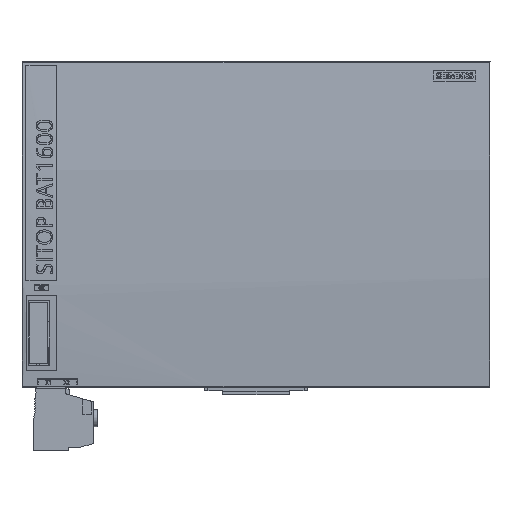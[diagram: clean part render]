
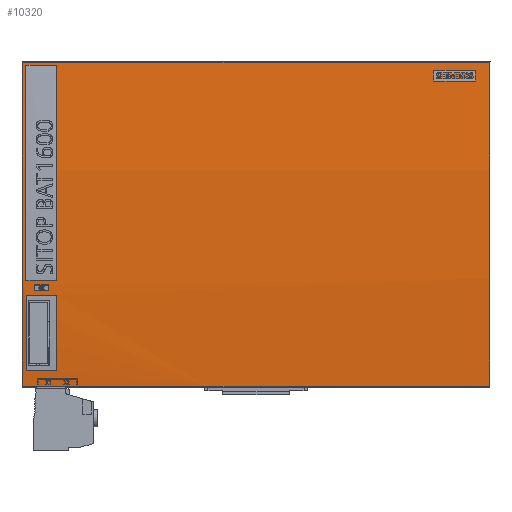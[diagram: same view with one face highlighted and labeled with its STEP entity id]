
A CAD part, top view. The second image highlights one B-rep face of the part: STEP entity #10320.
In plain terms, the highlighted cylindrical face has radius 800 mm (diameter 1600 mm), a partial arc.
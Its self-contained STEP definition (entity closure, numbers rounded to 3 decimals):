
#6873=CYLINDRICAL_SURFACE('',#37537,800.);
#7144=ELLIPSE('',#37526,800.488,800.);
#7146=ELLIPSE('',#37532,800.488,800.);
#7147=ELLIPSE('',#37535,800.03,800.);
#7148=ELLIPSE('',#37536,800.03,800.);
#7527=CIRCLE('',#37533,800.);
#7528=CIRCLE('',#37534,800.);
#10320=ADVANCED_FACE('',(#11949,#11950,#11951),#6873,.T.);
#11949=FACE_BOUND('',#13285,.T.);
#11950=FACE_BOUND('',#13286,.T.);
#11951=FACE_BOUND('',#13287,.T.);
#13285=EDGE_LOOP('',(#20384,#20385,#20386,#20387,#20388,#20389));
#13286=EDGE_LOOP('',(#20390,#20391,#20392,#20393));
#13287=EDGE_LOOP('',(#20394,#20395,#20396,#20397));
#20384=ORIENTED_EDGE('',*,*,#28432,.T.);
#20385=ORIENTED_EDGE('',*,*,#28433,.T.);
#20386=ORIENTED_EDGE('',*,*,#28434,.F.);
#20387=ORIENTED_EDGE('',*,*,#28425,.F.);
#20388=ORIENTED_EDGE('',*,*,#28424,.F.);
#20389=ORIENTED_EDGE('',*,*,#28429,.F.);
#20390=ORIENTED_EDGE('',*,*,#28435,.T.);
#20391=ORIENTED_EDGE('',*,*,#28436,.F.);
#20392=ORIENTED_EDGE('',*,*,#28437,.F.);
#20393=ORIENTED_EDGE('',*,*,#28438,.F.);
#20394=ORIENTED_EDGE('',*,*,#28439,.F.);
#20395=ORIENTED_EDGE('',*,*,#28380,.F.);
#20396=ORIENTED_EDGE('',*,*,#28440,.F.);
#20397=ORIENTED_EDGE('',*,*,#28441,.F.);
#24430=VERTEX_POINT('',#56223);
#24432=VERTEX_POINT('',#56227);
#24465=VERTEX_POINT('',#56350);
#24466=VERTEX_POINT('',#56352);
#24467=VERTEX_POINT('',#56354);
#24468=VERTEX_POINT('',#56362);
#24469=VERTEX_POINT('',#56371);
#24470=VERTEX_POINT('',#56373);
#24471=VERTEX_POINT('',#56376);
#24472=VERTEX_POINT('',#56377);
#24473=VERTEX_POINT('',#56379);
#24474=VERTEX_POINT('',#56381);
#24475=VERTEX_POINT('',#56384);
#24476=VERTEX_POINT('',#56386);
#28380=EDGE_CURVE('',#24432,#24430,#31853,.T.);
#28424=EDGE_CURVE('',#24465,#24466,#31880,.T.);
#28425=EDGE_CURVE('',#24466,#24467,#31881,.T.);
#28429=EDGE_CURVE('',#24468,#24465,#7144,.T.);
#28432=EDGE_CURVE('',#24468,#24469,#31885,.T.);
#28433=EDGE_CURVE('',#24469,#24470,#31886,.T.);
#28434=EDGE_CURVE('',#24467,#24470,#7146,.T.);
#28435=EDGE_CURVE('',#24471,#24472,#31887,.T.);
#28436=EDGE_CURVE('',#24473,#24472,#7527,.T.);
#28437=EDGE_CURVE('',#24474,#24473,#31888,.T.);
#28438=EDGE_CURVE('',#24471,#24474,#7528,.T.);
#28439=EDGE_CURVE('',#24430,#24475,#7147,.T.);
#28440=EDGE_CURVE('',#24476,#24432,#7148,.T.);
#28441=EDGE_CURVE('',#24475,#24476,#31889,.T.);
#31853=LINE('',#56228,#35109);
#31880=LINE('',#56351,#35136);
#31881=LINE('',#56353,#35137);
#31885=LINE('',#56370,#35141);
#31886=LINE('',#56372,#35142);
#31887=LINE('',#56375,#35143);
#31888=LINE('',#56380,#35144);
#31889=LINE('',#56387,#35145);
#35109=VECTOR('',#43887,1.);
#35136=VECTOR('',#43940,1.);
#35137=VECTOR('',#43941,1.);
#35141=VECTOR('',#43959,1.);
#35142=VECTOR('',#43960,1.);
#35143=VECTOR('',#43963,1.);
#35144=VECTOR('',#43966,1.);
#35145=VECTOR('',#43973,1.);
#37526=AXIS2_PLACEMENT_3D('',#56363,#43946,#43947);
#37532=AXIS2_PLACEMENT_3D('',#56374,#43961,#43962);
#37533=AXIS2_PLACEMENT_3D('',#56378,#43964,#43965);
#37534=AXIS2_PLACEMENT_3D('',#56382,#43967,#43968);
#37535=AXIS2_PLACEMENT_3D('',#56383,#43969,#43970);
#37536=AXIS2_PLACEMENT_3D('',#56385,#43971,#43972);
#37537=AXIS2_PLACEMENT_3D('',#56388,#43974,#43975);
#43887=DIRECTION('',(1.,0.,0.));
#43940=DIRECTION('',(1.,0.,0.));
#43941=DIRECTION('',(1.,0.,0.));
#43946=DIRECTION('',(-0.999,0.,0.035));
#43947=DIRECTION('',(0.035,0.,0.999));
#43959=DIRECTION('',(1.,0.,0.));
#43960=DIRECTION('',(1.,0.,0.));
#43961=DIRECTION('',(0.999,0.,0.035));
#43962=DIRECTION('',(0.035,0.,-0.999));
#43963=DIRECTION('',(-1.,0.,0.));
#43964=DIRECTION('',(1.,0.,0.));
#43965=DIRECTION('',(0.,0.,1.));
#43966=DIRECTION('',(-1.,0.,0.));
#43967=DIRECTION('',(-1.,0.,0.));
#43968=DIRECTION('',(0.,0.,-1.));
#43969=DIRECTION('',(-1.,0.,-0.009));
#43970=DIRECTION('',(0.009,0.,-1.));
#43971=DIRECTION('',(1.,0.,-0.009));
#43972=DIRECTION('',(0.009,0.,1.));
#43973=DIRECTION('',(-1.,0.,0.));
#43974=DIRECTION('',(1.,0.,0.));
#43975=DIRECTION('',(0.,0.,1.));
#56223=CARTESIAN_POINT('',(12.755,46.216,126.965));
#56227=CARTESIAN_POINT('',(6.085,46.216,126.965));
#56228=CARTESIAN_POINT('',(6.085,46.216,126.965));
#56350=CARTESIAN_POINT('',(0.221,155.989,123.8));
#56351=CARTESIAN_POINT('',(2.656,155.989,123.8));
#56352=CARTESIAN_POINT('',(88.445,155.989,123.8));
#56353=CARTESIAN_POINT('',(156.612,155.989,123.8));
#56354=CARTESIAN_POINT('',(224.779,155.989,123.8));
#56362=CARTESIAN_POINT('',(0.221,0.211,123.8));
#56363=CARTESIAN_POINT('',(-27.583,78.1,-672.4));
#56370=CARTESIAN_POINT('',(2.656,0.211,123.8));
#56371=CARTESIAN_POINT('',(88.445,0.211,123.8));
#56372=CARTESIAN_POINT('',(156.612,0.211,123.8));
#56373=CARTESIAN_POINT('',(224.779,0.211,123.8));
#56374=CARTESIAN_POINT('',(252.583,78.1,-672.4));
#56375=CARTESIAN_POINT('',(16.456,7.67,124.494));
#56376=CARTESIAN_POINT('',(16.8,7.67,124.494));
#56377=CARTESIAN_POINT('',(2.,7.67,124.494));
#56378=CARTESIAN_POINT('',(2.,78.1,-672.4));
#56379=CARTESIAN_POINT('',(2.,43.925,126.87));
#56380=CARTESIAN_POINT('',(16.456,43.925,126.87));
#56381=CARTESIAN_POINT('',(16.8,43.925,126.87));
#56382=CARTESIAN_POINT('',(16.8,78.1,-672.4));
#56383=CARTESIAN_POINT('',(19.731,78.1,-672.4));
#56384=CARTESIAN_POINT('',(12.754,48.884,127.067));
#56385=CARTESIAN_POINT('',(-0.891,78.1,-672.4));
#56386=CARTESIAN_POINT('',(6.086,48.884,127.067));
#56387=CARTESIAN_POINT('',(12.41,48.884,127.067));
#56388=CARTESIAN_POINT('',(-0.344,78.1,-672.4));
